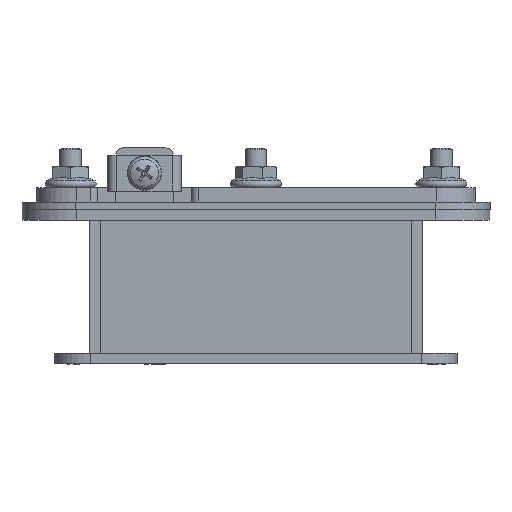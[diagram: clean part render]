
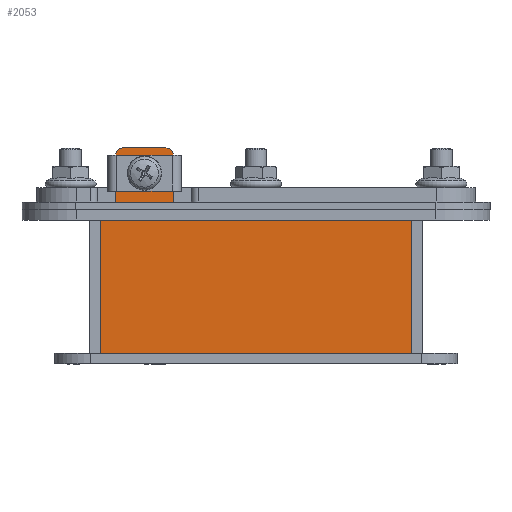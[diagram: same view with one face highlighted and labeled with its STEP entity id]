
A CAD part, front view. The second image highlights one B-rep face of the part: STEP entity #2053.
In plain terms, the highlighted face is planar.
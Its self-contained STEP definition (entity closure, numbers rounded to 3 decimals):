
#1790=CARTESIAN_POINT('',(-23.,100.,-2.0));
#1791=VERTEX_POINT('',#1790);
#1798=CARTESIAN_POINT('',(-21.,100.,0.0));
#1799=VERTEX_POINT('',#1798);
#1800=CARTESIAN_POINT('',(-21.,100.,-2.0));
#1801=DIRECTION('',(0.0,1.0,0.0));
#1802=DIRECTION('',(-0.707,0.0,0.707));
#1803=AXIS2_PLACEMENT_3D('',#1800,#1801,#1802);
#1804=CIRCLE('',#1803,2.0);
#1805=EDGE_CURVE('',#1791,#1799,#1804,.T.);
#1830=CARTESIAN_POINT('',(-23.,100.,-15.));
#1831=VERTEX_POINT('',#1830);
#1838=CARTESIAN_POINT('',(-23.,100.,-2.0));
#1839=DIRECTION('',(0.0,0.0,-1.0));
#1840=VECTOR('',#1839,13.);
#1841=LINE('',#1838,#1840);
#1842=EDGE_CURVE('',#1791,#1831,#1841,.T.);
#1852=CARTESIAN_POINT('',(-41.,100.,0.0));
#1853=VERTEX_POINT('',#1852);
#1854=CARTESIAN_POINT('',(-39.,100.,-2.0));
#1855=VERTEX_POINT('',#1854);
#1856=CARTESIAN_POINT('',(-41.,100.,-2.0));
#1857=DIRECTION('',(0.0,1.0,0.0));
#1858=DIRECTION('',(0.707,0.0,0.707));
#1859=AXIS2_PLACEMENT_3D('',#1856,#1857,#1858);
#1860=CIRCLE('',#1859,2.0);
#1861=EDGE_CURVE('',#1853,#1855,#1860,.T.);
#1895=CARTESIAN_POINT('',(-39.,100.,-15.));
#1896=VERTEX_POINT('',#1895);
#1897=CARTESIAN_POINT('',(-39.,100.,-2.0));
#1898=DIRECTION('',(0.0,0.0,-1.0));
#1899=VECTOR('',#1898,13.);
#1900=LINE('',#1897,#1899);
#1901=EDGE_CURVE('',#1855,#1896,#1900,.T.);
#1935=CARTESIAN_POINT('',(-37.,100.,-17.0));
#1936=VERTEX_POINT('',#1935);
#1937=CARTESIAN_POINT('',(-37.,100.,-15.));
#1938=DIRECTION('',(0.0,-1.0,0.0));
#1939=DIRECTION('',(-0.707,0.0,-0.707));
#1940=AXIS2_PLACEMENT_3D('',#1937,#1938,#1939);
#1941=CIRCLE('',#1940,2.0);
#1942=EDGE_CURVE('',#1896,#1936,#1941,.T.);
#1959=CARTESIAN_POINT('',(-25.,100.,-17.0));
#1960=VERTEX_POINT('',#1959);
#1961=CARTESIAN_POINT('',(-25.,100.,-17.0));
#1962=DIRECTION('',(-1.0,0.0,0.0));
#1963=VECTOR('',#1962,12.);
#1964=LINE('',#1961,#1963);
#1965=EDGE_CURVE('',#1960,#1936,#1964,.T.);
#1984=CARTESIAN_POINT('',(-43.2,100.,0.0));
#1985=DIRECTION('',(0.0,1.0,0.0));
#1986=DIRECTION('',(0.0,0.0,1.0));
#1987=AXIS2_PLACEMENT_3D('',#1984,#1985,#1986);
#1988=PLANE('',#1987);
#1989=ORIENTED_EDGE('',*,*,#1942,.F.);
#1990=ORIENTED_EDGE('',*,*,#1901,.F.);
#1991=ORIENTED_EDGE('',*,*,#1861,.F.);
#1992=CARTESIAN_POINT('',(-43.2,100.,0.0));
#1993=VERTEX_POINT('',#1992);
#1994=CARTESIAN_POINT('',(-41.,100.,0.0));
#1995=DIRECTION('',(-1.0,0.0,0.0));
#1996=VECTOR('',#1995,2.2);
#1997=LINE('',#1994,#1996);
#1998=EDGE_CURVE('',#1853,#1993,#1997,.T.);
#1999=ORIENTED_EDGE('',*,*,#1998,.T.);
#2000=CARTESIAN_POINT('',(-43.2,100.,40.0));
#2001=VERTEX_POINT('',#2000);
#2002=CARTESIAN_POINT('',(-43.2,100.,0.0));
#2003=DIRECTION('',(0.0,0.0,1.0));
#2004=VECTOR('',#2003,40.0);
#2005=LINE('',#2002,#2004);
#2006=EDGE_CURVE('',#1993,#2001,#2005,.T.);
#2007=ORIENTED_EDGE('',*,*,#2006,.T.);
#2008=CARTESIAN_POINT('',(43.2,100.,40.0));
#2009=VERTEX_POINT('',#2008);
#2010=CARTESIAN_POINT('',(-43.2,100.,40.0));
#2011=DIRECTION('',(1.0,0.0,0.0));
#2012=VECTOR('',#2011,86.4);
#2013=LINE('',#2010,#2012);
#2014=EDGE_CURVE('',#2001,#2009,#2013,.T.);
#2015=ORIENTED_EDGE('',*,*,#2014,.T.);
#2016=CARTESIAN_POINT('',(43.2,100.,0.0));
#2017=VERTEX_POINT('',#2016);
#2018=CARTESIAN_POINT('',(43.2,100.,0.0));
#2019=DIRECTION('',(0.0,0.0,1.0));
#2020=VECTOR('',#2019,40.0);
#2021=LINE('',#2018,#2020);
#2022=EDGE_CURVE('',#2017,#2009,#2021,.T.);
#2023=ORIENTED_EDGE('',*,*,#2022,.F.);
#2024=CARTESIAN_POINT('',(43.2,100.,0.0));
#2025=DIRECTION('',(-1.0,0.0,0.0));
#2026=VECTOR('',#2025,64.2);
#2027=LINE('',#2024,#2026);
#2028=EDGE_CURVE('',#2017,#1799,#2027,.T.);
#2029=ORIENTED_EDGE('',*,*,#2028,.T.);
#2030=ORIENTED_EDGE('',*,*,#1805,.F.);
#2031=ORIENTED_EDGE('',*,*,#1842,.T.);
#2032=CARTESIAN_POINT('',(-25.,100.,-15.));
#2033=DIRECTION('',(0.0,-1.0,0.0));
#2034=DIRECTION('',(0.707,0.0,-0.707));
#2035=AXIS2_PLACEMENT_3D('',#2032,#2033,#2034);
#2036=CIRCLE('',#2035,2.0);
#2037=EDGE_CURVE('',#1960,#1831,#2036,.T.);
#2038=ORIENTED_EDGE('',*,*,#2037,.F.);
#2039=ORIENTED_EDGE('',*,*,#1965,.T.);
#2040=EDGE_LOOP('',(#1989,#1990,#1991,#1999,#2007,#2015,#2023,#2029,#2030,#2031,#2038,#2039));
#2041=FACE_OUTER_BOUND('',#2040,.T.);
#2042=CARTESIAN_POINT('',(-33.067,100.,-10.0));
#2043=VERTEX_POINT('',#2042);
#2044=CARTESIAN_POINT('',(-31.,100.,-10.0));
#2045=DIRECTION('',(0.0,-1.0,0.0));
#2046=DIRECTION('',(-1.0,0.0,0.0));
#2047=AXIS2_PLACEMENT_3D('',#2044,#2045,#2046);
#2048=CIRCLE('',#2047,2.067);
#2049=EDGE_CURVE('',#2043,#2043,#2048,.T.);
#2050=ORIENTED_EDGE('',*,*,#2049,.T.);
#2051=EDGE_LOOP('',(#2050));
#2052=FACE_BOUND('',#2051,.T.);
#2053=ADVANCED_FACE('',(#2041,#2052),#1988,.T.);
